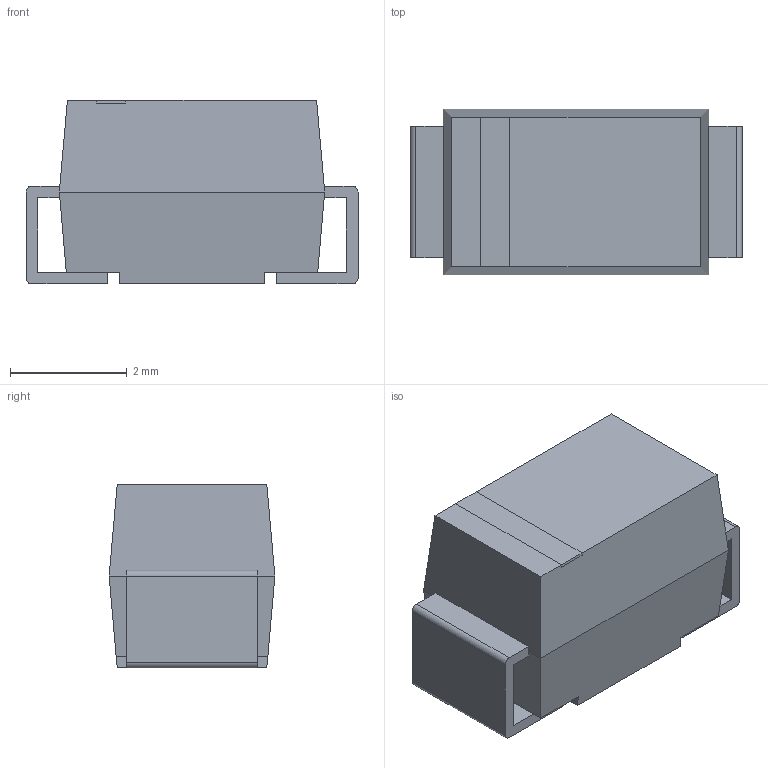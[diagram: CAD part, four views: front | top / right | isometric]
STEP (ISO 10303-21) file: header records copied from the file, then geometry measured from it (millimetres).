
FILE_DESCRIPTION((''),'2;1');
FILE_NAME('DIOM5527X315N.stp','2012-05-23T09:59:36',(''),(''),'Mechanical Desktop 2011','Mechanical Desktop 2011',', , ');
FILE_SCHEMA(('AUTOMOTIVE_DESIGN { 1 2 10303 214 1 1 1 1 }'));
Length unit declared in the file: millimetre
Products named in the file (1): Product
Bounding box: 5.69 x 2.84 x 3.15 mm (x, y, z)
Volume: 39.5 mm3; surface area: 128.5 mm2
Topology: 5 solids, 5 shells, 52 faces, 126 edges, 88 vertices
Faces by surface type: plane 33, bspline 15, cylinder 4
Entity records: 1553 total; most frequent: CARTESIAN_POINT 308, ORIENTED_EDGE 244, DIRECTION 210, EDGE_CURVE 122, VECTOR 118, LINE 118, VERTEX_POINT 80, EDGE_LOOP 52
